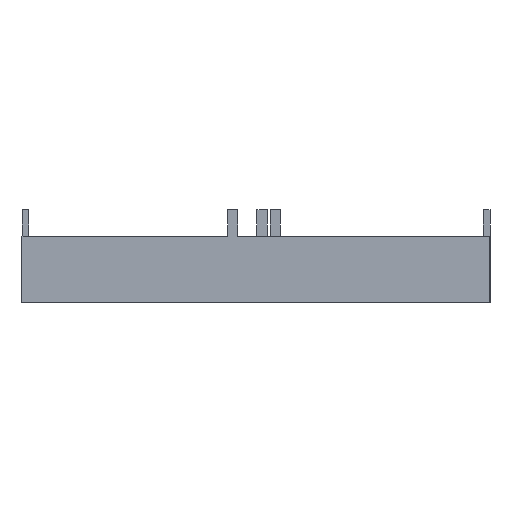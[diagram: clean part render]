
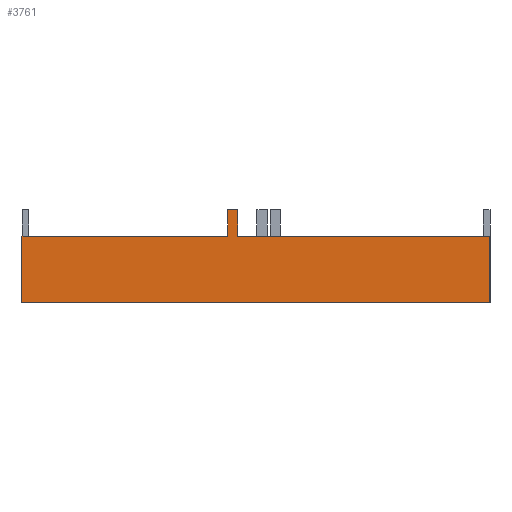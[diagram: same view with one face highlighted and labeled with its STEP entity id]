
A CAD part, left-side view. The second image highlights one B-rep face of the part: STEP entity #3761.
In plain terms, the highlighted planar face has unit normal (-1, 0, 0).
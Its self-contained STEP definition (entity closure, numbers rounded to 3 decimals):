
#597=FACE_OUTER_BOUND('',#801,.T.);
#801=EDGE_LOOP('',(#3477,#3478,#3479,#3480,#3481,#3482,#3483,#3484));
#1008=LINE('',#7362,#1320);
#1041=LINE('',#7429,#1353);
#1084=LINE('',#7515,#1396);
#1088=LINE('',#7523,#1400);
#1093=LINE('',#7532,#1405);
#1095=LINE('',#7535,#1407);
#1113=LINE('',#7572,#1425);
#1116=LINE('',#7578,#1428);
#1320=VECTOR('',#4110,10.);
#1353=VECTOR('',#4163,10.);
#1396=VECTOR('',#4236,10.);
#1400=VECTOR('',#4242,10.);
#1405=VECTOR('',#4249,10.);
#1407=VECTOR('',#4253,10.);
#1425=VECTOR('',#4289,10.);
#1428=VECTOR('',#4298,10.);
#1725=VERTEX_POINT('',#7339);
#1736=VERTEX_POINT('',#7360);
#1760=VERTEX_POINT('',#7427);
#1787=VERTEX_POINT('',#7512);
#1788=VERTEX_POINT('',#7514);
#1791=VERTEX_POINT('',#7522);
#1794=VERTEX_POINT('',#7530);
#1804=VERTEX_POINT('',#7570);
#2260=EDGE_CURVE('',#1725,#1736,#1008,.T.);
#2293=EDGE_CURVE('',#1760,#1736,#1041,.T.);
#2336=EDGE_CURVE('',#1787,#1788,#1084,.T.);
#2340=EDGE_CURVE('',#1788,#1791,#1088,.T.);
#2345=EDGE_CURVE('',#1760,#1794,#1093,.T.);
#2347=EDGE_CURVE('',#1791,#1794,#1095,.T.);
#2365=EDGE_CURVE('',#1804,#1787,#1113,.T.);
#2368=EDGE_CURVE('',#1804,#1725,#1116,.T.);
#3477=ORIENTED_EDGE('',*,*,#2368,.T.);
#3478=ORIENTED_EDGE('',*,*,#2260,.T.);
#3479=ORIENTED_EDGE('',*,*,#2293,.F.);
#3480=ORIENTED_EDGE('',*,*,#2345,.T.);
#3481=ORIENTED_EDGE('',*,*,#2347,.F.);
#3482=ORIENTED_EDGE('',*,*,#2340,.F.);
#3483=ORIENTED_EDGE('',*,*,#2336,.F.);
#3484=ORIENTED_EDGE('',*,*,#2365,.F.);
#3565=PLANE('',#3845);
#3761=ADVANCED_FACE('',(#597),#3565,.T.);
#3845=AXIS2_PLACEMENT_3D('',#7577,#4296,#4297);
#4110=DIRECTION('',(0.,0.,1.));
#4163=DIRECTION('',(0.,-1.,0.));
#4236=DIRECTION('',(0.,-1.,0.));
#4242=DIRECTION('',(0.,0.,1.));
#4249=DIRECTION('',(0.,0.,1.));
#4253=DIRECTION('',(0.,-1.,0.));
#4289=DIRECTION('',(0.,0.,1.));
#4296=DIRECTION('center_axis',(-1.,0.,0.));
#4297=DIRECTION('ref_axis',(0.,-1.,0.));
#4298=DIRECTION('',(0.,-1.,0.));
#7339=CARTESIAN_POINT('',(0.,0.,0.));
#7360=CARTESIAN_POINT('',(0.,0.,10.1));
#7362=CARTESIAN_POINT('',(0.,0.,0.));
#7427=CARTESIAN_POINT('',(0.,38.6,10.1));
#7429=CARTESIAN_POINT('',(0.,71.6,10.1));
#7512=CARTESIAN_POINT('',(0.,71.6,10.1));
#7514=CARTESIAN_POINT('',(0.,40.15,10.1));
#7515=CARTESIAN_POINT('',(0.,71.6,10.1));
#7522=CARTESIAN_POINT('',(0.,40.15,14.1));
#7523=CARTESIAN_POINT('',(0.,40.15,10.1));
#7530=CARTESIAN_POINT('',(0.,38.6,14.1));
#7532=CARTESIAN_POINT('',(0.,38.6,10.1));
#7535=CARTESIAN_POINT('',(0.,71.6,14.1));
#7570=CARTESIAN_POINT('',(0.,71.6,0.));
#7572=CARTESIAN_POINT('',(0.,71.6,0.));
#7577=CARTESIAN_POINT('Origin',(0.,71.6,0.));
#7578=CARTESIAN_POINT('',(0.,71.6,0.));
